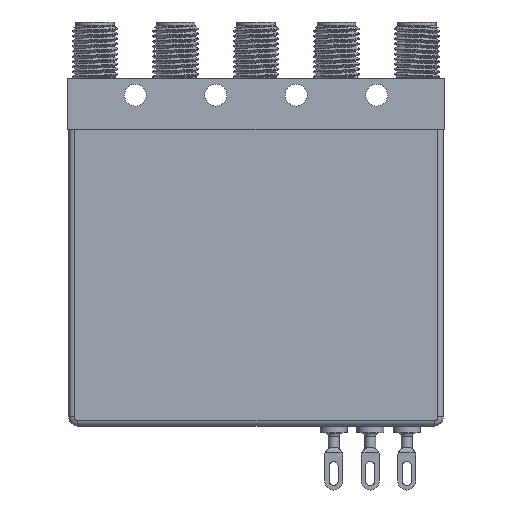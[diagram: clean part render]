
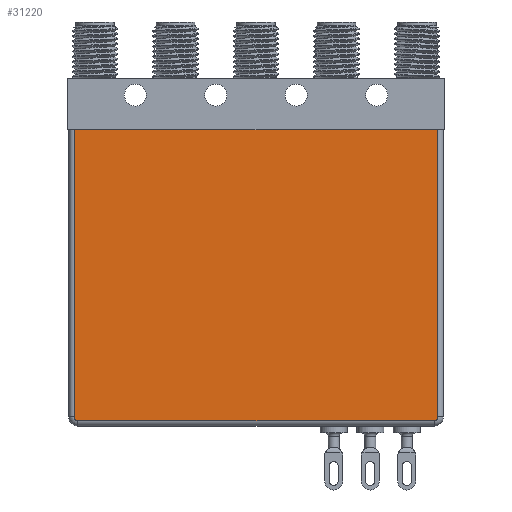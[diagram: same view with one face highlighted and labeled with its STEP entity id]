
A CAD part, front view. The second image highlights one B-rep face of the part: STEP entity #31220.
In plain terms, the highlighted planar face has unit normal (0, -1, 0).
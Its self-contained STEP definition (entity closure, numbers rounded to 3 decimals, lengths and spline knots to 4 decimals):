
#1089 = FACE_OUTER_BOUND ( 'NONE', #18188, .T. ) ;
#1458 = EDGE_CURVE ( 'NONE', #37301, #34745, #18894, .T. ) ;
#1775 = CARTESIAN_POINT ( 'NONE',  ( 0., -0.26, 0. ) ) ;
#3794 = CARTESIAN_POINT ( 'NONE',  ( 0.995, -0.26, 0.7 ) ) ;
#6251 = LINE ( 'NONE', #37628, #34398 ) ;
#6758 = VERTEX_POINT ( 'NONE', #24945 ) ;
#8341 = DIRECTION ( 'NONE',  ( 0., 0., -1. ) ) ;
#8497 = CARTESIAN_POINT ( 'NONE',  ( 0.975, -0.26, -0.9 ) ) ;
#11238 = ORIENTED_EDGE ( 'NONE', *, *, #20712, .T. ) ;
#12690 = EDGE_CURVE ( 'NONE', #20399, #37301, #59231, .T. ) ;
#14584 = CARTESIAN_POINT ( 'NONE',  ( -0.975, -0.26, -0.9 ) ) ;
#14823 = EDGE_CURVE ( 'NONE', #27852, #37662, #21443, .T. ) ;
#15806 = AXIS2_PLACEMENT_3D ( 'NONE', #8497, #62101, #61749 ) ;
#18188 = EDGE_LOOP ( 'NONE', ( #57695, #49940, #58355, #39609, #11238, #42615 ) ) ;
#18894 = LINE ( 'NONE', #35136, #52856 ) ;
#20399 = VERTEX_POINT ( 'NONE', #62709 ) ;
#20712 = EDGE_CURVE ( 'NONE', #6758, #27852, #6251, .T. ) ;
#21443 = CIRCLE ( 'NONE', #15806, 0.02 ) ;
#24945 = CARTESIAN_POINT ( 'NONE',  ( -0.975, -0.26, -0.92 ) ) ;
#26078 = CIRCLE ( 'NONE', #48588, 0.02 ) ;
#27852 = VERTEX_POINT ( 'NONE', #59125 ) ;
#27881 = DIRECTION ( 'NONE',  ( 0., -1., 0. ) ) ;
#29582 = CARTESIAN_POINT ( 'NONE',  ( -0.995, -0.26, -0.9 ) ) ;
#29598 = EDGE_CURVE ( 'NONE', #37662, #20399, #30586, .T. ) ;
#30586 = LINE ( 'NONE', #3794, #42546 ) ;
#30801 = DIRECTION ( 'NONE',  ( 0., 0., -1. ) ) ;
#31220 = ADVANCED_FACE ( 'NONE', ( #1089 ), #60001, .T. ) ;
#32690 = DIRECTION ( 'NONE',  ( 1., 0., 0. ) ) ;
#34398 = VECTOR ( 'NONE', #32690, 39.3701 ) ;
#34745 = VERTEX_POINT ( 'NONE', #29582 ) ;
#35136 = CARTESIAN_POINT ( 'NONE',  ( -0.995, -0.26, -0.9 ) ) ;
#37301 = VERTEX_POINT ( 'NONE', #68588 ) ;
#37628 = CARTESIAN_POINT ( 'NONE',  ( 0.975, -0.26, -0.92 ) ) ;
#37662 = VERTEX_POINT ( 'NONE', #58541 ) ;
#37686 = CARTESIAN_POINT ( 'NONE',  ( 0., -0.26, 0.67 ) ) ;
#39609 = ORIENTED_EDGE ( 'NONE', *, *, #51034, .T. ) ;
#42546 = VECTOR ( 'NONE', #46806, 39.3701 ) ;
#42615 = ORIENTED_EDGE ( 'NONE', *, *, #14823, .T. ) ;
#46806 = DIRECTION ( 'NONE',  ( 0., 0., 1. ) ) ;
#48588 = AXIS2_PLACEMENT_3D ( 'NONE', #14584, #68205, #30801 ) ;
#49940 = ORIENTED_EDGE ( 'NONE', *, *, #12690, .T. ) ;
#51034 = EDGE_CURVE ( 'NONE', #34745, #6758, #26078, .T. ) ;
#52856 = VECTOR ( 'NONE', #8341, 39.3701 ) ;
#52879 = DIRECTION ( 'NONE',  ( -1., 0., 0. ) ) ;
#53993 = DIRECTION ( 'NONE',  ( 0., 0., -1. ) ) ;
#57695 = ORIENTED_EDGE ( 'NONE', *, *, #29598, .T. ) ;
#58355 = ORIENTED_EDGE ( 'NONE', *, *, #1458, .T. ) ;
#58541 = CARTESIAN_POINT ( 'NONE',  ( 0.995, -0.26, -0.9 ) ) ;
#59125 = CARTESIAN_POINT ( 'NONE',  ( 0.975, -0.26, -0.92 ) ) ;
#59231 = LINE ( 'NONE', #37686, #60939 ) ;
#60001 = PLANE ( 'NONE',  #62951 ) ;
#60939 = VECTOR ( 'NONE', #52879, 39.3701 ) ;
#61749 = DIRECTION ( 'NONE',  ( 0., 0., -1. ) ) ;
#62101 = DIRECTION ( 'NONE',  ( 0., -1., 0. ) ) ;
#62709 = CARTESIAN_POINT ( 'NONE',  ( 0.995, -0.26, 0.67 ) ) ;
#62951 = AXIS2_PLACEMENT_3D ( 'NONE', #1775, #27881, #53993 ) ;
#68205 = DIRECTION ( 'NONE',  ( 0., -1., 0. ) ) ;
#68588 = CARTESIAN_POINT ( 'NONE',  ( -0.995, -0.26, 0.67 ) ) ;
